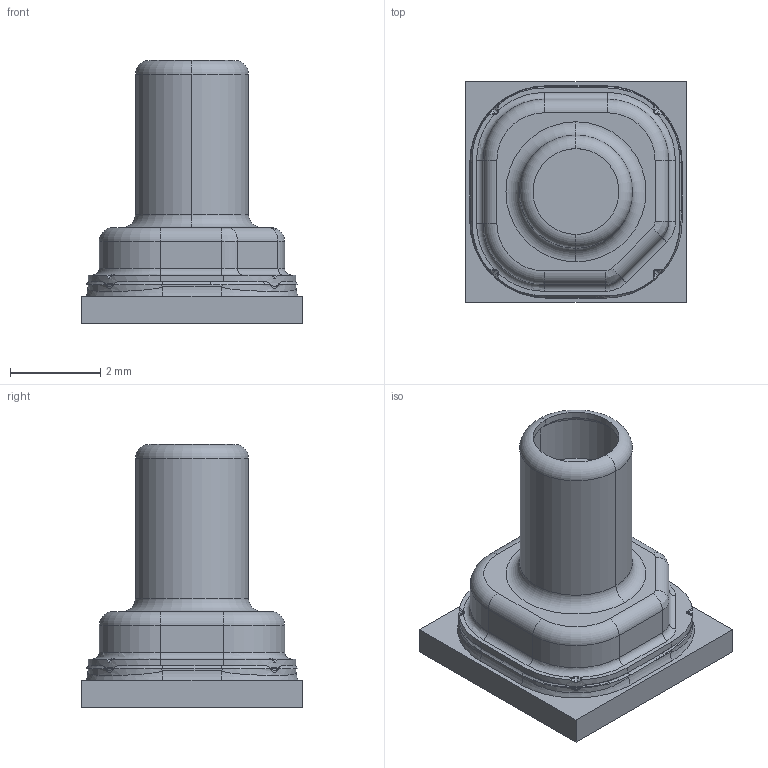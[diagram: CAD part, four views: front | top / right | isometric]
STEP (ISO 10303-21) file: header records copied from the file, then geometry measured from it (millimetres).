
FILE_DESCRIPTION((''),'2;1');
FILE_NAME('32330172_L-PORT_W-GEL_SW','2017-10-16T',('H116907'),(''),'CREO PARAMETRIC BY PTC INC, 2016130','CREO PARAMETRIC BY PTC INC, 2016130','');
FILE_SCHEMA(('CONFIG_CONTROL_DESIGN'));
Length unit declared in the file: millimetre
Products named in the file (1): 32330172_L-PORT_W-GEL_SW
Bounding box: 4.89 x 4.89 x 5.82 mm (x, y, z)
Volume: 51.9 mm3; surface area: 118.1 mm2
Topology: 1 solids, 1 shells, 265 faces, 669 edges, 424 vertices
Faces by surface type: plane 131, cylinder 87, torus 27, bspline 20
Entity records: 9241 total; most frequent: CARTESIAN_POINT 3116, ORIENTED_EDGE 1338, DIRECTION 1156, EDGE_CURVE 669, VERTEX_POINT 424, AXIS2_PLACEMENT_3D 409, VECTOR 338, LINE 338
